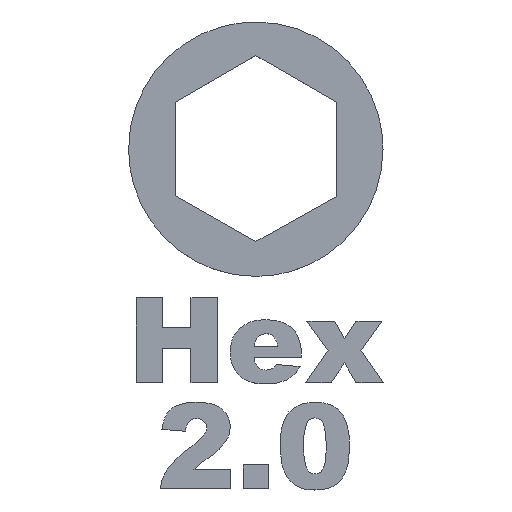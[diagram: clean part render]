
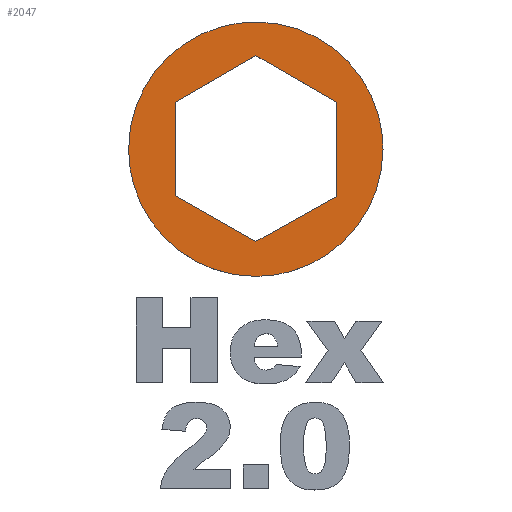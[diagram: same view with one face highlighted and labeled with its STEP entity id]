
A CAD part, top view. The second image highlights one B-rep face of the part: STEP entity #2047.
In plain terms, the highlighted planar face has unit normal (0, 0, 1).
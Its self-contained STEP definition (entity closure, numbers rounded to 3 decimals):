
#201=FACE_BOUND('',#348,.T.);
#207=(
BOUNDED_CURVE()
B_SPLINE_CURVE(3,(#2580,#2581,#2582,#2583),.UNSPECIFIED.,.F.,.F.)
B_SPLINE_CURVE_WITH_KNOTS((4,4),(0.,1.),.UNSPECIFIED.)
CURVE()
GEOMETRIC_REPRESENTATION_ITEM()
RATIONAL_B_SPLINE_CURVE((1.,1.,1.,1.))
REPRESENTATION_ITEM('')
);
#209=(
BOUNDED_CURVE()
B_SPLINE_CURVE(3,(#2601,#2602,#2603,#2604),.UNSPECIFIED.,.F.,.F.)
B_SPLINE_CURVE_WITH_KNOTS((4,4),(0.,1.),.UNSPECIFIED.)
CURVE()
GEOMETRIC_REPRESENTATION_ITEM()
RATIONAL_B_SPLINE_CURVE((1.,1.,1.,1.))
REPRESENTATION_ITEM('')
);
#211=(
BOUNDED_CURVE()
B_SPLINE_CURVE(3,(#2620,#2621,#2622,#2623),.UNSPECIFIED.,.F.,.F.)
B_SPLINE_CURVE_WITH_KNOTS((4,4),(0.,1.),.UNSPECIFIED.)
CURVE()
GEOMETRIC_REPRESENTATION_ITEM()
RATIONAL_B_SPLINE_CURVE((1.,1.,1.,1.))
REPRESENTATION_ITEM('')
);
#213=(
BOUNDED_CURVE()
B_SPLINE_CURVE(3,(#2638,#2639,#2640,#2641),.UNSPECIFIED.,.F.,.F.)
B_SPLINE_CURVE_WITH_KNOTS((4,4),(0.,1.),.UNSPECIFIED.)
CURVE()
GEOMETRIC_REPRESENTATION_ITEM()
RATIONAL_B_SPLINE_CURVE((1.,1.,1.,1.))
REPRESENTATION_ITEM('')
);
#229=FACE_OUTER_BOUND('',#347,.T.);
#347=EDGE_LOOP('',(#1397,#1398,#1399,#1400));
#348=EDGE_LOOP('',(#1401,#1402,#1403,#1404,#1405,#1406));
#461=LINE('',#2537,#649);
#465=LINE('',#2545,#653);
#468=LINE('',#2551,#656);
#471=LINE('',#2557,#659);
#474=LINE('',#2563,#662);
#477=LINE('',#2568,#665);
#649=VECTOR('',#2235,10.);
#653=VECTOR('',#2241,10.);
#656=VECTOR('',#2246,10.);
#659=VECTOR('',#2251,10.);
#662=VECTOR('',#2256,10.);
#665=VECTOR('',#2261,10.);
#837=VERTEX_POINT('',#2535);
#838=VERTEX_POINT('',#2536);
#841=VERTEX_POINT('',#2544);
#843=VERTEX_POINT('',#2550);
#845=VERTEX_POINT('',#2556);
#847=VERTEX_POINT('',#2562);
#849=VERTEX_POINT('',#2578);
#850=VERTEX_POINT('',#2579);
#853=VERTEX_POINT('',#2600);
#855=VERTEX_POINT('',#2619);
#1045=EDGE_CURVE('',#837,#838,#461,.T.);
#1049=EDGE_CURVE('',#838,#841,#465,.T.);
#1052=EDGE_CURVE('',#841,#843,#468,.T.);
#1055=EDGE_CURVE('',#843,#845,#471,.T.);
#1058=EDGE_CURVE('',#845,#847,#474,.T.);
#1061=EDGE_CURVE('',#847,#837,#477,.T.);
#1063=EDGE_CURVE('',#849,#850,#207,.T.);
#1067=EDGE_CURVE('',#853,#849,#209,.T.);
#1070=EDGE_CURVE('',#855,#853,#211,.T.);
#1073=EDGE_CURVE('',#850,#855,#213,.T.);
#1397=ORIENTED_EDGE('',*,*,#1073,.F.);
#1398=ORIENTED_EDGE('',*,*,#1063,.F.);
#1399=ORIENTED_EDGE('',*,*,#1067,.F.);
#1400=ORIENTED_EDGE('',*,*,#1070,.F.);
#1401=ORIENTED_EDGE('',*,*,#1061,.T.);
#1402=ORIENTED_EDGE('',*,*,#1045,.T.);
#1403=ORIENTED_EDGE('',*,*,#1049,.T.);
#1404=ORIENTED_EDGE('',*,*,#1052,.T.);
#1405=ORIENTED_EDGE('',*,*,#1055,.T.);
#1406=ORIENTED_EDGE('',*,*,#1058,.T.);
#1987=PLANE('',#2181);
#2047=ADVANCED_FACE('',(#229,#201),#1987,.T.);
#2181=AXIS2_PLACEMENT_3D('',#2646,#2267,#2268);
#2235=DIRECTION('',(0.,-1.,0.));
#2241=DIRECTION('',(-0.872,-0.489,0.));
#2246=DIRECTION('',(-0.87,0.494,0.));
#2251=DIRECTION('',(0.,1.,0.));
#2256=DIRECTION('',(0.866,0.5,0.));
#2261=DIRECTION('',(0.865,-0.502,0.));
#2267=DIRECTION('center_axis',(0.,0.,1.));
#2268=DIRECTION('ref_axis',(-1.,0.,0.));
#2535=CARTESIAN_POINT('',(103.796,-33.941,0.));
#2536=CARTESIAN_POINT('',(103.796,-38.39,0.));
#2537=CARTESIAN_POINT('',(103.796,-38.39,0.));
#2544=CARTESIAN_POINT('',(100.013,-40.513,0.));
#2545=CARTESIAN_POINT('',(100.013,-40.513,0.));
#2550=CARTESIAN_POINT('',(96.214,-38.356,0.));
#2551=CARTESIAN_POINT('',(96.214,-38.356,0.));
#2556=CARTESIAN_POINT('',(96.214,-33.941,0.));
#2557=CARTESIAN_POINT('',(96.214,-33.941,0.));
#2562=CARTESIAN_POINT('',(100.013,-31.747,0.));
#2563=CARTESIAN_POINT('',(100.013,-31.747,0.));
#2568=CARTESIAN_POINT('',(103.796,-33.941,0.));
#2578=CARTESIAN_POINT('',(100.005,-42.16,0.));
#2579=CARTESIAN_POINT('',(94.005,-36.159,0.));
#2580=CARTESIAN_POINT('Ctrl Pts',(100.005,-42.16,0.));
#2581=CARTESIAN_POINT('Ctrl Pts',(96.691,-42.16,0.));
#2582=CARTESIAN_POINT('Ctrl Pts',(94.005,-39.473,0.));
#2583=CARTESIAN_POINT('Ctrl Pts',(94.005,-36.159,0.));
#2600=CARTESIAN_POINT('',(106.005,-36.159,0.));
#2601=CARTESIAN_POINT('Ctrl Pts',(106.005,-36.159,0.));
#2602=CARTESIAN_POINT('Ctrl Pts',(106.005,-39.473,0.));
#2603=CARTESIAN_POINT('Ctrl Pts',(103.319,-42.16,0.));
#2604=CARTESIAN_POINT('Ctrl Pts',(100.005,-42.16,0.));
#2619=CARTESIAN_POINT('',(100.005,-30.159,0.));
#2620=CARTESIAN_POINT('Ctrl Pts',(100.005,-30.159,0.));
#2621=CARTESIAN_POINT('Ctrl Pts',(103.319,-30.159,0.));
#2622=CARTESIAN_POINT('Ctrl Pts',(106.005,-32.845,0.));
#2623=CARTESIAN_POINT('Ctrl Pts',(106.005,-36.159,0.));
#2638=CARTESIAN_POINT('Ctrl Pts',(94.005,-36.159,0.));
#2639=CARTESIAN_POINT('Ctrl Pts',(94.005,-32.845,0.));
#2640=CARTESIAN_POINT('Ctrl Pts',(96.691,-30.159,0.));
#2641=CARTESIAN_POINT('Ctrl Pts',(100.005,-30.159,0.));
#2646=CARTESIAN_POINT('Origin',(100.005,-36.159,0.));
